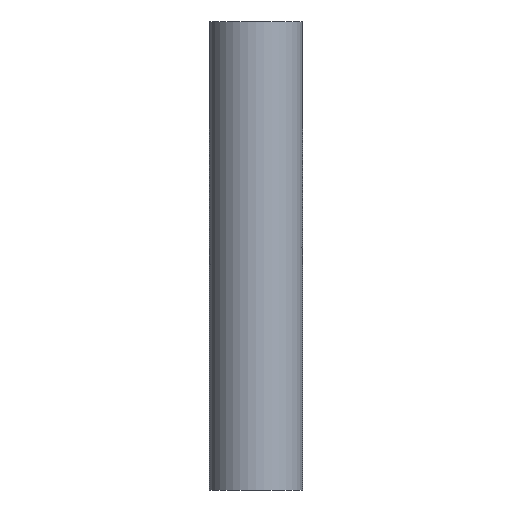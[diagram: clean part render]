
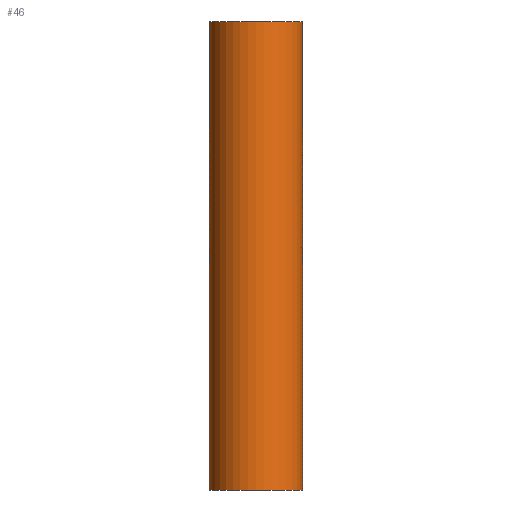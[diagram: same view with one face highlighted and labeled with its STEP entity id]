
A CAD part, front view. The second image highlights one B-rep face of the part: STEP entity #46.
In plain terms, the highlighted cylindrical face has radius 5 mm (diameter 10 mm), a partial arc.
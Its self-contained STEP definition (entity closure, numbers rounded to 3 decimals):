
#3 = EDGE_CURVE ( 'NONE', #222, #55, #29, .T. ) ;
#7 = CARTESIAN_POINT ( 'NONE',  ( -5., 0., 25. ) ) ;
#11 = VERTEX_POINT ( 'NONE', #89 ) ;
#19 = CARTESIAN_POINT ( 'NONE',  ( 0., 0., 25. ) ) ;
#20 = CARTESIAN_POINT ( 'NONE',  ( -5., 0., 25. ) ) ;
#21 = VECTOR ( 'NONE', #233, 1000. ) ;
#29 = LINE ( 'NONE', #39, #262 ) ;
#31 = EDGE_CURVE ( 'NONE', #55, #80, #148, .T. ) ;
#39 = CARTESIAN_POINT ( 'NONE',  ( -5., 0., 25. ) ) ;
#43 = CARTESIAN_POINT ( 'NONE',  ( 0., 0., -25. ) ) ;
#44 = CARTESIAN_POINT ( 'NONE',  ( 5., 0., -25. ) ) ;
#46 = ADVANCED_FACE ( 'NONE', ( #198 ), #82, .T. ) ;
#55 = VERTEX_POINT ( 'NONE', #67 ) ;
#65 = LINE ( 'NONE', #102, #21 ) ;
#67 = CARTESIAN_POINT ( 'NONE',  ( -5., 0., -25. ) ) ;
#71 = AXIS2_PLACEMENT_3D ( 'NONE', #43, #158, #95 ) ;
#76 = CARTESIAN_POINT ( 'NONE',  ( 5., 0., 25. ) ) ;
#80 = VERTEX_POINT ( 'NONE', #44 ) ;
#82 = CYLINDRICAL_SURFACE ( 'NONE', #118, 5. ) ;
#85 = VECTOR ( 'NONE', #209, 1000. ) ;
#89 = CARTESIAN_POINT ( 'NONE',  ( 5., 0., 0. ) ) ;
#93 = DIRECTION ( 'NONE',  ( -1., 0., 0. ) ) ;
#95 = DIRECTION ( 'NONE',  ( 1., 0., 0. ) ) ;
#96 = ORIENTED_EDGE ( 'NONE', *, *, #205, .F. ) ;
#102 = CARTESIAN_POINT ( 'NONE',  ( 5., 0., 25. ) ) ;
#104 = EDGE_LOOP ( 'NONE', ( #96, #165, #110, #213, #243, #215 ) ) ;
#105 = EDGE_CURVE ( 'NONE', #280, #288, #287, .T. ) ;
#110 = ORIENTED_EDGE ( 'NONE', *, *, #252, .T. ) ;
#118 = AXIS2_PLACEMENT_3D ( 'NONE', #19, #200, #93 ) ;
#131 = DIRECTION ( 'NONE',  ( 0., 0., -1. ) ) ;
#134 = AXIS2_PLACEMENT_3D ( 'NONE', #206, #164, #201 ) ;
#148 = CIRCLE ( 'NONE', #71, 5. ) ;
#149 = CARTESIAN_POINT ( 'NONE',  ( 5., 0., 25. ) ) ;
#158 = DIRECTION ( 'NONE',  ( 0., 0., 1. ) ) ;
#164 = DIRECTION ( 'NONE',  ( 0., 0., 1. ) ) ;
#165 = ORIENTED_EDGE ( 'NONE', *, *, #105, .F. ) ;
#190 = LINE ( 'NONE', #20, #85 ) ;
#195 = EDGE_CURVE ( 'NONE', #11, #80, #279, .T. ) ;
#198 = FACE_OUTER_BOUND ( 'NONE', #104, .T. ) ;
#200 = DIRECTION ( 'NONE',  ( 0., 0., -1. ) ) ;
#201 = DIRECTION ( 'NONE',  ( 1., 0., 0. ) ) ;
#205 = EDGE_CURVE ( 'NONE', #288, #11, #65, .T. ) ;
#206 = CARTESIAN_POINT ( 'NONE',  ( 0., 0., 25. ) ) ;
#209 = DIRECTION ( 'NONE',  ( 0., 0., -1. ) ) ;
#213 = ORIENTED_EDGE ( 'NONE', *, *, #3, .T. ) ;
#215 = ORIENTED_EDGE ( 'NONE', *, *, #195, .F. ) ;
#222 = VERTEX_POINT ( 'NONE', #237 ) ;
#233 = DIRECTION ( 'NONE',  ( 0., 0., -1. ) ) ;
#237 = CARTESIAN_POINT ( 'NONE',  ( -5., 0., 0. ) ) ;
#240 = VECTOR ( 'NONE', #131, 1000. ) ;
#243 = ORIENTED_EDGE ( 'NONE', *, *, #31, .T. ) ;
#246 = DIRECTION ( 'NONE',  ( 0., 0., -1. ) ) ;
#252 = EDGE_CURVE ( 'NONE', #280, #222, #190, .T. ) ;
#262 = VECTOR ( 'NONE', #246, 1000. ) ;
#279 = LINE ( 'NONE', #76, #240 ) ;
#280 = VERTEX_POINT ( 'NONE', #7 ) ;
#287 = CIRCLE ( 'NONE', #134, 5. ) ;
#288 = VERTEX_POINT ( 'NONE', #149 ) ;
